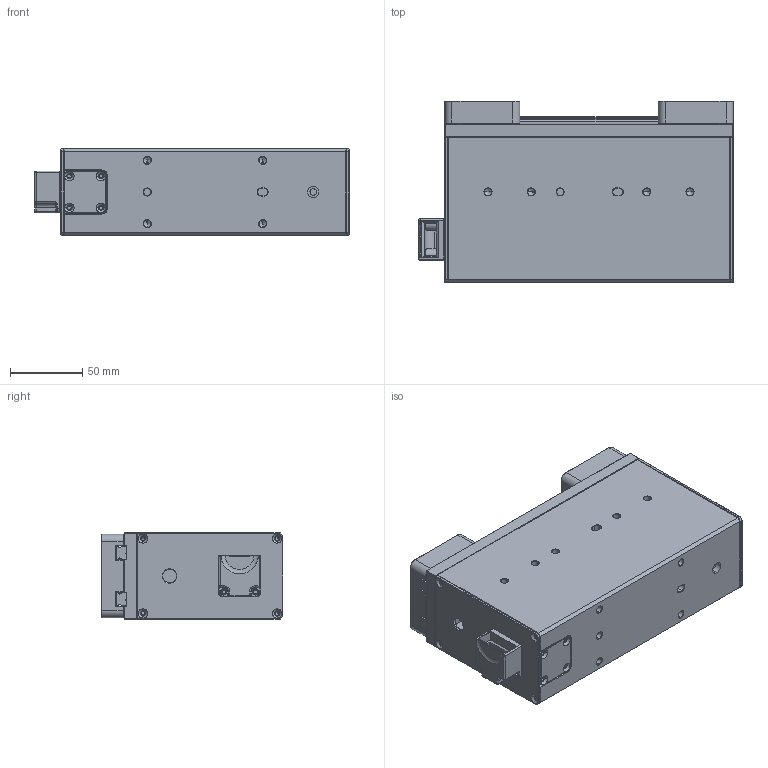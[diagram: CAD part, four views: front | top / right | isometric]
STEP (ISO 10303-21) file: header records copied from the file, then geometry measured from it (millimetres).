
FILE_DESCRIPTION (( 'STEP AP203' ), '1' );
FILE_NAME ('220127_RM-GB-17-80-2 標蛈.STEP', '2022-01-27T00:51:00', ( 'User' ), ( 'China' ), 'SwSTEP 2.0', 'SolidWorks 2019', '' );
FILE_SCHEMA (( 'CONFIG_CONTROL_DESIGN' ));
Length unit declared in the file: millimetre
Products named in the file (12): 7; 5; 6; 8; 2_60價釱-200; GB／T 70．1-2000内六角圆柱头螺钉M3×6(8．8级); 4; 9; 3_200; 220127_RM-GB-17-80-2 標蛈; 1_基座60-滚珠丝杆80行程; 10
Assembly tree (47 placements, depth 2):
  220127_RM-GB-17-80-2 標蛈
    1_基座60-滚珠丝杆80行程
    2_60價釱-200
    3_200  x2
    4
    5
    6
    7
    8
    9
    10
    GB／T 70．1-2000内六角圆柱头螺钉M3×6(8．8级)  x36
Bounding box: 218 x 126 x 60 mm (x, y, z)
Volume: 518828.4 mm3; surface area: 232705 mm2
Topology: 47 solids, 47 shells, 2242 faces, 5154 edges, 3074 vertices
Faces by surface type: plane 921, cylinder 691, cone 432, torus 178, sphere 10, bspline 10
Entity records: 44888 total; most frequent: CARTESIAN_POINT 8142, DIRECTION 7646, ORIENTED_EDGE 6810, EDGE_CURVE 3405, AXIS2_PLACEMENT_3D 2844, VERTEX_POINT 2014, LINE 1958, VECTOR 1958
